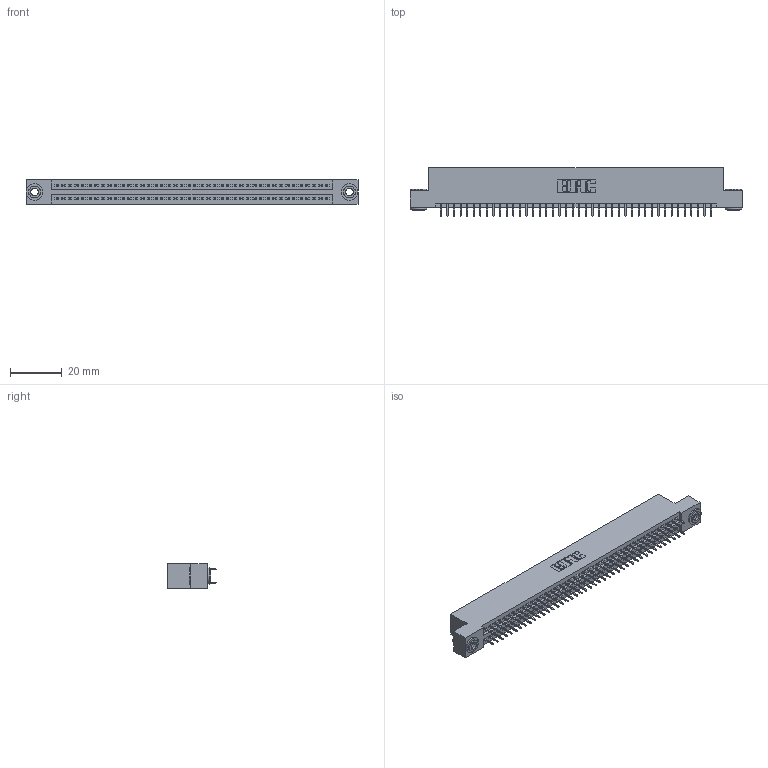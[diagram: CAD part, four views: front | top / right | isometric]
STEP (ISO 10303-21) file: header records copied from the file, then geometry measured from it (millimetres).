
FILE_DESCRIPTION (( 'STEP AP203' ), '1' );
FILE_NAME ('345-084-525-203.STEP', '2020-09-21T12:49:14', ( '' ), ( '' ), 'SwSTEP 2.0', 'SolidWorks 2020', '' );
FILE_SCHEMA (( 'CONFIG_CONTROL_DESIGN' ));
Length unit declared in the file: inch
Products named in the file (4): 345-084-525-203; 345-250-002_345-250-002-102; 345-292-001_345-293-125; 345 Part_Flush Mounting Lugs - 0.156 Dia-TH
Assembly tree (87 placements, depth 2):
  345-084-525-203
    345 Part_Flush Mounting Lugs - 0.156 Dia-TH
    345-292-001_345-293-125  x84
    345-250-002_345-250-002-102  x2
Bounding box: 127.89 x 18.72 x 9.4 mm (x, y, z)
Volume: 12304.4 mm3; surface area: 17976.2 mm2
Topology: 87 solids, 87 shells, 4700 faces, 13269 edges, 8506 vertices
Faces by surface type: plane 3366, cylinder 1326, cone 8
Entity records: 33678 total; most frequent: CARTESIAN_POINT 5619, ORIENTED_EDGE 5546, DIRECTION 4987, EDGE_CURVE 2773, VECTOR 2453, LINE 2453, VERTEX_POINT 1842, AXIS2_PLACEMENT_3D 1267
